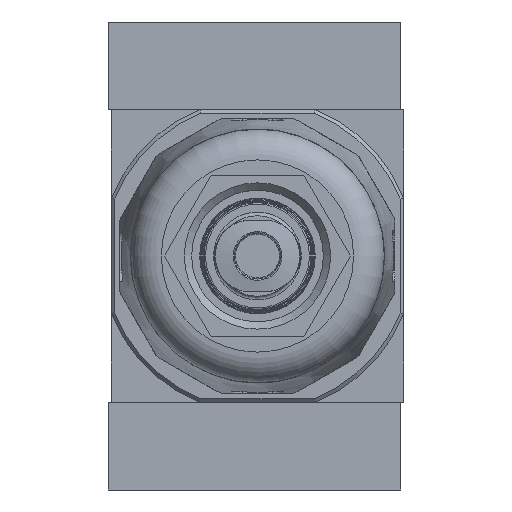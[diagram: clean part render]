
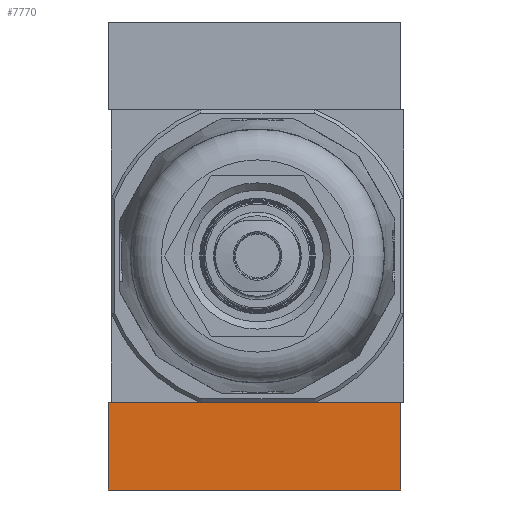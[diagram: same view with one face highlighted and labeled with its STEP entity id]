
A CAD part, front view. The second image highlights one B-rep face of the part: STEP entity #7770.
In plain terms, the highlighted face is planar.
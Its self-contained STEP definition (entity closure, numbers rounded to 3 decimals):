
#430=LINE('',#12058,#796);
#435=LINE('',#12072,#801);
#437=LINE('',#12076,#803);
#438=LINE('',#12077,#804);
#796=VECTOR('',#9592,1000.);
#801=VECTOR('',#9605,1000.);
#803=VECTOR('',#9609,1000.);
#804=VECTOR('',#9610,1000.);
#1050=PLANE('',#8333);
#2279=ORIENTED_EDGE('',*,*,#3456,.T.);
#2280=ORIENTED_EDGE('',*,*,#3447,.F.);
#2281=ORIENTED_EDGE('',*,*,#3457,.F.);
#2282=ORIENTED_EDGE('',*,*,#3454,.T.);
#3447=EDGE_CURVE('',#4123,#4120,#430,.T.);
#3454=EDGE_CURVE('',#4129,#4128,#435,.T.);
#3456=EDGE_CURVE('',#4128,#4120,#437,.T.);
#3457=EDGE_CURVE('',#4129,#4123,#438,.T.);
#4120=VERTEX_POINT('',#12052);
#4123=VERTEX_POINT('',#12057);
#4128=VERTEX_POINT('',#12071);
#4129=VERTEX_POINT('',#12073);
#4937=EDGE_LOOP('',(#2279,#2280,#2281,#2282));
#5477=FACE_BOUND('',#4937,.T.);
#7770=ADVANCED_FACE('',(#5477),#1050,.F.);
#8333=AXIS2_PLACEMENT_3D('',#12075,#9607,#9608);
#9592=DIRECTION('',(0.,0.,-1.));
#9605=DIRECTION('',(0.,0.,-1.));
#9607=DIRECTION('',(0.,-1.,0.));
#9608=DIRECTION('',(0.,0.,-1.));
#9609=DIRECTION('',(-1.,0.,0.));
#9610=DIRECTION('',(-1.,0.,0.));
#12052=CARTESIAN_POINT('',(-20.,10.,-6.));
#12057=CARTESIAN_POINT('',(-20.,10.,6.));
#12058=CARTESIAN_POINT('',(-20.,10.,6.));
#12071=CARTESIAN_POINT('',(20.,10.,-6.));
#12072=CARTESIAN_POINT('',(20.,10.,6.));
#12073=CARTESIAN_POINT('',(20.,10.,6.));
#12075=CARTESIAN_POINT('',(20.,10.,6.));
#12076=CARTESIAN_POINT('',(20.,10.,-6.));
#12077=CARTESIAN_POINT('',(20.,10.,6.));
